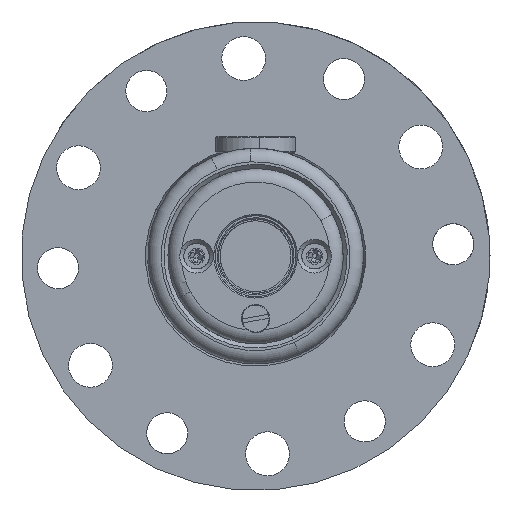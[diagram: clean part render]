
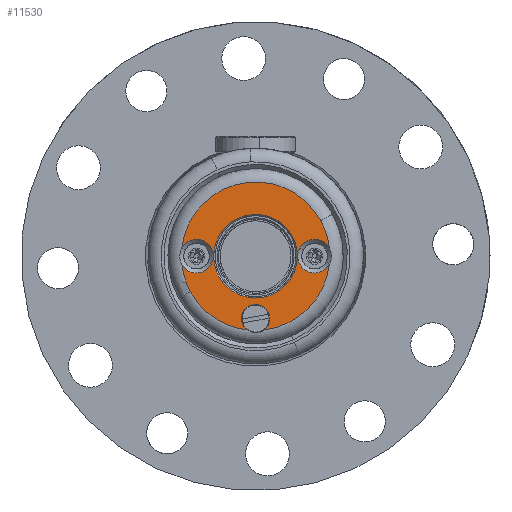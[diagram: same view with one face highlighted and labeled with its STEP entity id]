
A CAD part, front view. The second image highlights one B-rep face of the part: STEP entity #11530.
In plain terms, the highlighted planar face has unit normal (0, -1, 0).
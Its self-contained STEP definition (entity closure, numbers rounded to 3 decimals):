
#11404=AXIS2_PLACEMENT_3D('Plane Axis2P3D',#11401,#11402,#11403) ;
#11408=AXIS2_PLACEMENT_3D('Circle Axis2P3D',#11406,#11407,$) ;
#11417=AXIS2_PLACEMENT_3D('Circle Axis2P3D',#11415,#11416,$) ;
#11424=AXIS2_PLACEMENT_3D('Circle Axis2P3D',#11422,#11423,$) ;
#11431=AXIS2_PLACEMENT_3D('Circle Axis2P3D',#11429,#11430,$) ;
#11438=AXIS2_PLACEMENT_3D('Circle Axis2P3D',#11436,#11437,$) ;
#11445=AXIS2_PLACEMENT_3D('Circle Axis2P3D',#11443,#11444,$) ;
#11452=AXIS2_PLACEMENT_3D('Circle Axis2P3D',#11450,#11451,$) ;
#11459=AXIS2_PLACEMENT_3D('Circle Axis2P3D',#11457,#11458,$) ;
#11466=AXIS2_PLACEMENT_3D('Circle Axis2P3D',#11464,#11465,$) ;
#11473=AXIS2_PLACEMENT_3D('Circle Axis2P3D',#11471,#11472,$) ;
#11480=AXIS2_PLACEMENT_3D('Circle Axis2P3D',#11478,#11479,$) ;
#11487=AXIS2_PLACEMENT_3D('Circle Axis2P3D',#11485,#11486,$) ;
#11506=AXIS2_PLACEMENT_3D('Circle Axis2P3D',#11504,#11505,$) ;
#11515=AXIS2_PLACEMENT_3D('Circle Axis2P3D',#11513,#11514,$) ;
#11522=AXIS2_PLACEMENT_3D('Circle Axis2P3D',#11520,#11521,$) ;
#11401=CARTESIAN_POINT('Axis2P3D Location',(-11.,-284.5,0.)) ;
#11406=CARTESIAN_POINT('Axis2P3D Location',(0.,-284.5,0.)) ;
#11410=CARTESIAN_POINT('Vertex',(1.264,-284.5,-10.927)) ;
#11412=CARTESIAN_POINT('Vertex',(10.932,-284.5,-1.22)) ;
#11415=CARTESIAN_POINT('Axis2P3D Location',(8.75,-284.5,0.)) ;
#11419=CARTESIAN_POINT('Vertex',(6.556,-284.5,1.199)) ;
#11422=CARTESIAN_POINT('Axis2P3D Location',(8.75,-284.5,0.)) ;
#11426=CARTESIAN_POINT('Vertex',(10.932,-284.5,1.22)) ;
#11429=CARTESIAN_POINT('Axis2P3D Location',(0.,-284.5,0.)) ;
#11433=CARTESIAN_POINT('Vertex',(9.653,-284.5,5.274)) ;
#11436=CARTESIAN_POINT('Axis2P3D Location',(0.,-284.5,0.)) ;
#11440=CARTESIAN_POINT('Vertex',(-10.932,-284.5,1.22)) ;
#11443=CARTESIAN_POINT('Axis2P3D Location',(-8.75,-284.5,0.)) ;
#11447=CARTESIAN_POINT('Vertex',(-6.556,-284.5,-1.199)) ;
#11450=CARTESIAN_POINT('Axis2P3D Location',(-8.75,-284.5,0.)) ;
#11454=CARTESIAN_POINT('Vertex',(-10.932,-284.5,-1.22)) ;
#11457=CARTESIAN_POINT('Axis2P3D Location',(0.,-284.5,0.)) ;
#11461=CARTESIAN_POINT('Vertex',(-9.653,-284.5,-5.274)) ;
#11464=CARTESIAN_POINT('Axis2P3D Location',(0.,-284.5,0.)) ;
#11468=CARTESIAN_POINT('Vertex',(-1.264,-284.5,-10.927)) ;
#11471=CARTESIAN_POINT('Axis2P3D Location',(0.,-284.5,-9.25)) ;
#11475=CARTESIAN_POINT('Vertex',(-1.843,-284.5,-8.243)) ;
#11478=CARTESIAN_POINT('Axis2P3D Location',(0.,-284.5,-9.25)) ;
#11482=CARTESIAN_POINT('Vertex',(1.843,-284.5,-10.257)) ;
#11485=CARTESIAN_POINT('Axis2P3D Location',(0.,-284.5,-9.25)) ;
#11504=CARTESIAN_POINT('Axis2P3D Location',(0.,-284.5,0.)) ;
#11508=CARTESIAN_POINT('Vertex',(-5.741,-284.5,-2.341)) ;
#11510=CARTESIAN_POINT('Vertex',(-5.441,-284.5,-2.972)) ;
#11513=CARTESIAN_POINT('Axis2P3D Location',(0.,-284.5,0.)) ;
#11517=CARTESIAN_POINT('Vertex',(5.441,-284.5,2.972)) ;
#11520=CARTESIAN_POINT('Axis2P3D Location',(0.,-284.5,0.)) ;
#11402=DIRECTION('Axis2P3D Direction',(0.,-1.,0.)) ;
#11403=DIRECTION('Axis2P3D XDirection',(-1.,0.,0.)) ;
#11407=DIRECTION('Axis2P3D Direction',(0.,-1.,0.)) ;
#11416=DIRECTION('Axis2P3D Direction',(0.,-1.,0.)) ;
#11423=DIRECTION('Axis2P3D Direction',(0.,-1.,0.)) ;
#11430=DIRECTION('Axis2P3D Direction',(0.,-1.,0.)) ;
#11437=DIRECTION('Axis2P3D Direction',(0.,-1.,0.)) ;
#11444=DIRECTION('Axis2P3D Direction',(0.,-1.,0.)) ;
#11451=DIRECTION('Axis2P3D Direction',(0.,-1.,0.)) ;
#11458=DIRECTION('Axis2P3D Direction',(0.,-1.,0.)) ;
#11465=DIRECTION('Axis2P3D Direction',(0.,-1.,0.)) ;
#11472=DIRECTION('Axis2P3D Direction',(0.,-1.,0.)) ;
#11479=DIRECTION('Axis2P3D Direction',(0.,-1.,0.)) ;
#11486=DIRECTION('Axis2P3D Direction',(0.,-1.,0.)) ;
#11505=DIRECTION('Axis2P3D Direction',(0.,-1.,0.)) ;
#11514=DIRECTION('Axis2P3D Direction',(0.,-1.,0.)) ;
#11521=DIRECTION('Axis2P3D Direction',(0.,-1.,0.)) ;
#11491=ORIENTED_EDGE('',*,*,#11414,.T.) ;
#11492=ORIENTED_EDGE('',*,*,#11421,.F.) ;
#11493=ORIENTED_EDGE('',*,*,#11428,.F.) ;
#11494=ORIENTED_EDGE('',*,*,#11435,.T.) ;
#11495=ORIENTED_EDGE('',*,*,#11442,.T.) ;
#11496=ORIENTED_EDGE('',*,*,#11449,.F.) ;
#11497=ORIENTED_EDGE('',*,*,#11456,.F.) ;
#11498=ORIENTED_EDGE('',*,*,#11463,.T.) ;
#11499=ORIENTED_EDGE('',*,*,#11470,.T.) ;
#11500=ORIENTED_EDGE('',*,*,#11477,.F.) ;
#11501=ORIENTED_EDGE('',*,*,#11484,.F.) ;
#11502=ORIENTED_EDGE('',*,*,#11489,.F.) ;
#11526=ORIENTED_EDGE('',*,*,#11512,.F.) ;
#11527=ORIENTED_EDGE('',*,*,#11519,.F.) ;
#11528=ORIENTED_EDGE('',*,*,#11524,.F.) ;
#11529=FACE_BOUND('',#11525,.T.) ;
#11530=ADVANCED_FACE('Brep With Voids.1',(#11503,#11529),#11405,.T.) ;
#11409=CIRCLE('generated circle',#11408,11.) ;
#11418=CIRCLE('generated circle',#11417,2.5) ;
#11425=CIRCLE('generated circle',#11424,2.5) ;
#11432=CIRCLE('generated circle',#11431,11.) ;
#11439=CIRCLE('generated circle',#11438,11.) ;
#11446=CIRCLE('generated circle',#11445,2.5) ;
#11453=CIRCLE('generated circle',#11452,2.5) ;
#11460=CIRCLE('generated circle',#11459,11.) ;
#11467=CIRCLE('generated circle',#11466,11.) ;
#11474=CIRCLE('generated circle',#11473,2.1) ;
#11481=CIRCLE('generated circle',#11480,2.1) ;
#11488=CIRCLE('generated circle',#11487,2.1) ;
#11507=CIRCLE('generated circle',#11506,6.2) ;
#11516=CIRCLE('generated circle',#11515,6.2) ;
#11523=CIRCLE('generated circle',#11522,6.2) ;
#11414=EDGE_CURVE('',#11411,#11413,#11409,.T.) ;
#11421=EDGE_CURVE('',#11420,#11413,#11418,.T.) ;
#11428=EDGE_CURVE('',#11427,#11420,#11425,.T.) ;
#11435=EDGE_CURVE('',#11427,#11434,#11432,.T.) ;
#11442=EDGE_CURVE('',#11434,#11441,#11439,.T.) ;
#11449=EDGE_CURVE('',#11448,#11441,#11446,.T.) ;
#11456=EDGE_CURVE('',#11455,#11448,#11453,.T.) ;
#11463=EDGE_CURVE('',#11455,#11462,#11460,.T.) ;
#11470=EDGE_CURVE('',#11462,#11469,#11467,.T.) ;
#11477=EDGE_CURVE('',#11476,#11469,#11474,.T.) ;
#11484=EDGE_CURVE('',#11483,#11476,#11481,.T.) ;
#11489=EDGE_CURVE('',#11411,#11483,#11488,.T.) ;
#11512=EDGE_CURVE('',#11509,#11511,#11507,.T.) ;
#11519=EDGE_CURVE('',#11518,#11509,#11516,.T.) ;
#11524=EDGE_CURVE('',#11511,#11518,#11523,.T.) ;
#11490=EDGE_LOOP('',(#11491,#11492,#11493,#11494,#11495,#11496,#11497,#11498,#11499,#11500,#11501,#11502)) ;
#11525=EDGE_LOOP('',(#11526,#11527,#11528)) ;
#11503=FACE_OUTER_BOUND('',#11490,.T.) ;
#11405=PLANE('',#11404) ;
#11411=VERTEX_POINT('',#11410) ;
#11413=VERTEX_POINT('',#11412) ;
#11420=VERTEX_POINT('',#11419) ;
#11427=VERTEX_POINT('',#11426) ;
#11434=VERTEX_POINT('',#11433) ;
#11441=VERTEX_POINT('',#11440) ;
#11448=VERTEX_POINT('',#11447) ;
#11455=VERTEX_POINT('',#11454) ;
#11462=VERTEX_POINT('',#11461) ;
#11469=VERTEX_POINT('',#11468) ;
#11476=VERTEX_POINT('',#11475) ;
#11483=VERTEX_POINT('',#11482) ;
#11509=VERTEX_POINT('',#11508) ;
#11511=VERTEX_POINT('',#11510) ;
#11518=VERTEX_POINT('',#11517) ;
